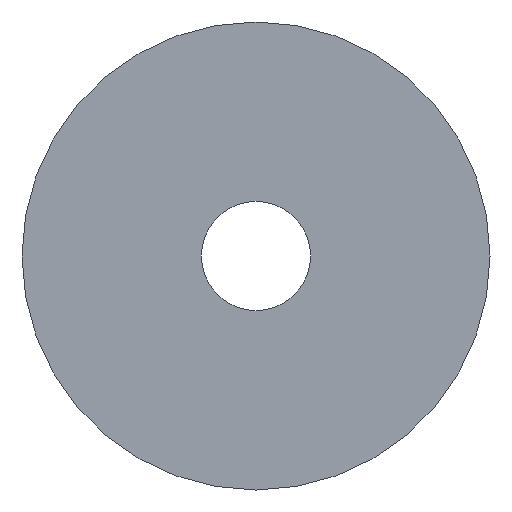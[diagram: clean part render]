
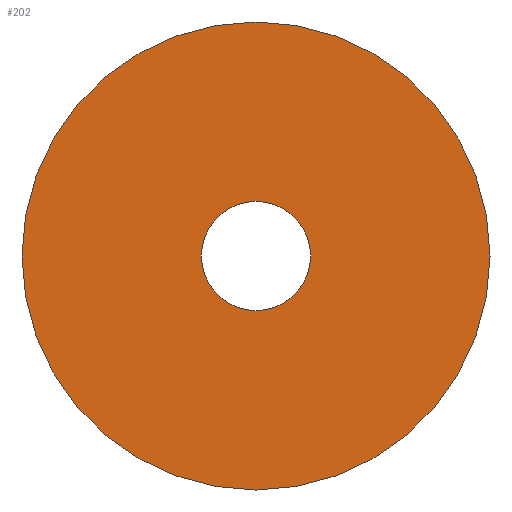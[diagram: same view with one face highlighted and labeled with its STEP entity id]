
A CAD part, left-side view. The second image highlights one B-rep face of the part: STEP entity #202.
In plain terms, the highlighted planar face has unit normal (-1, 0, 0).
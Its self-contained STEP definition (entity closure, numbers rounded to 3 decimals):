
#4 = PLANE ( 'NONE',  #130 ) ;
#11 = CIRCLE ( 'NONE', #212, 3.5 ) ;
#22 = CARTESIAN_POINT ( 'NONE',  ( 0., 0.5, 0. ) ) ;
#23 = CARTESIAN_POINT ( 'NONE',  ( 0., 0.5, -3.5 ) ) ;
#25 = DIRECTION ( 'NONE',  ( 0., 0., 1. ) ) ;
#40 = CIRCLE ( 'NONE', #64, 3.5 ) ;
#43 = ORIENTED_EDGE ( 'NONE', *, *, #66, .F. ) ;
#61 = DIRECTION ( 'NONE',  ( 0., 0., -1. ) ) ;
#64 = AXIS2_PLACEMENT_3D ( 'NONE', #169, #131, #191 ) ;
#66 = EDGE_CURVE ( 'NONE', #248, #245, #40, .T. ) ;
#84 = CARTESIAN_POINT ( 'NONE',  ( 0., 4., 0. ) ) ;
#91 = DIRECTION ( 'NONE',  ( -1., 0., 0. ) ) ;
#97 = FACE_OUTER_BOUND ( 'NONE', #140, .T. ) ;
#111 = CARTESIAN_POINT ( 'NONE',  ( 0., 0.5, 0. ) ) ;
#113 = DIRECTION ( 'NONE',  ( 0., 0., 1. ) ) ;
#116 = CIRCLE ( 'NONE', #118, 15. ) ;
#118 = AXIS2_PLACEMENT_3D ( 'NONE', #22, #232, #25 ) ;
#122 = EDGE_CURVE ( 'NONE', #245, #248, #11, .T. ) ;
#130 = AXIS2_PLACEMENT_3D ( 'NONE', #84, #174, #61 ) ;
#131 = DIRECTION ( 'NONE',  ( -1., 0., 0. ) ) ;
#134 = CARTESIAN_POINT ( 'NONE',  ( 0., 0.5, -15. ) ) ;
#138 = FACE_BOUND ( 'NONE', #161, .T. ) ;
#140 = EDGE_LOOP ( 'NONE', ( #204, #197 ) ) ;
#143 = VERTEX_POINT ( 'NONE', #134 ) ;
#154 = DIRECTION ( 'NONE',  ( -1., 0., 0. ) ) ;
#161 = EDGE_LOOP ( 'NONE', ( #43, #177 ) ) ;
#169 = CARTESIAN_POINT ( 'NONE',  ( 0., 0.5, 0. ) ) ;
#174 = DIRECTION ( 'NONE',  ( 1., 0., 0. ) ) ;
#176 = CARTESIAN_POINT ( 'NONE',  ( 0., 0.5, 0. ) ) ;
#177 = ORIENTED_EDGE ( 'NONE', *, *, #122, .F. ) ;
#191 = DIRECTION ( 'NONE',  ( 0., 0., 1. ) ) ;
#194 = CARTESIAN_POINT ( 'NONE',  ( 0., 0.5, 15. ) ) ;
#195 = DIRECTION ( 'NONE',  ( 0., 0., 1. ) ) ;
#197 = ORIENTED_EDGE ( 'NONE', *, *, #205, .T. ) ;
#200 = CIRCLE ( 'NONE', #220, 15. ) ;
#201 = EDGE_CURVE ( 'NONE', #213, #143, #200, .T. ) ;
#202 = ADVANCED_FACE ( 'NONE', ( #138, #97 ), #4, .F. ) ;
#204 = ORIENTED_EDGE ( 'NONE', *, *, #201, .T. ) ;
#205 = EDGE_CURVE ( 'NONE', #143, #213, #116, .T. ) ;
#212 = AXIS2_PLACEMENT_3D ( 'NONE', #176, #154, #113 ) ;
#213 = VERTEX_POINT ( 'NONE', #194 ) ;
#219 = CARTESIAN_POINT ( 'NONE',  ( 0., 0.5, 3.5 ) ) ;
#220 = AXIS2_PLACEMENT_3D ( 'NONE', #111, #91, #195 ) ;
#232 = DIRECTION ( 'NONE',  ( -1., 0., 0. ) ) ;
#245 = VERTEX_POINT ( 'NONE', #23 ) ;
#248 = VERTEX_POINT ( 'NONE', #219 ) ;
